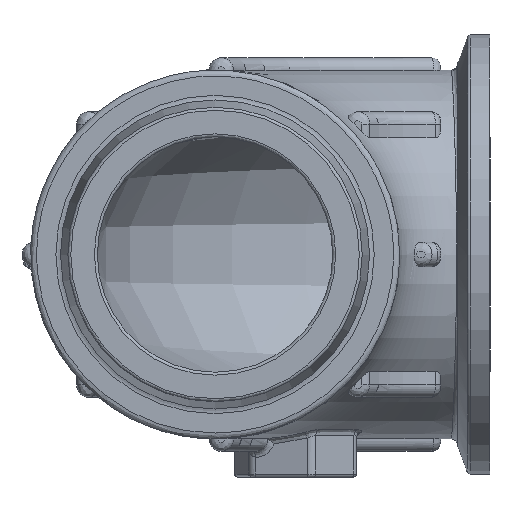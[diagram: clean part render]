
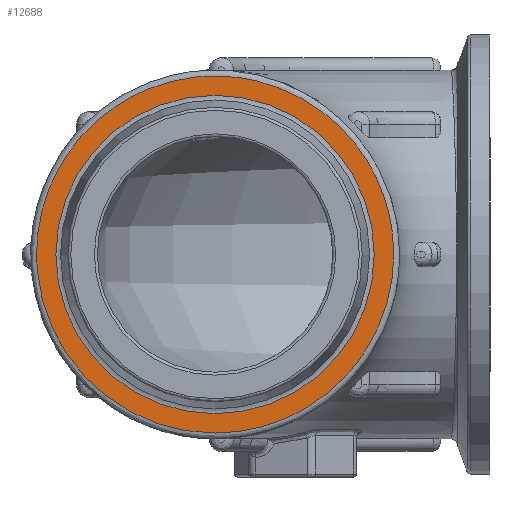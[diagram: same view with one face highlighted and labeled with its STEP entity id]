
A CAD part, left-side view. The second image highlights one B-rep face of the part: STEP entity #12688.
In plain terms, the highlighted planar face has unit normal (-1, 0, 0).
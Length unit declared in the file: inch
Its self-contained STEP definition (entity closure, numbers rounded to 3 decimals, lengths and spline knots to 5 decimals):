
#520=FACE_BOUND('',#2308,.T.);
#814=PLANE('',#13266);
#1503=FACE_OUTER_BOUND('',#2307,.T.);
#2307=EDGE_LOOP('',(#11723));
#2308=EDGE_LOOP('',(#11724,#11725));
#3567=B_SPLINE_CURVE_WITH_KNOTS('',3,(#29691,#29692,#29693,#29694,#29695,
#29696,#29697,#29698,#29699,#29700,#29701,#29702,#29703,#29704,#29705,#29706,
#29707,#29708,#29709,#29710,#29711,#29712,#29713,#29714,#29715,#29716,#29717,
#29718,#29719,#29720,#29721,#29722,#29723,#29724),.UNSPECIFIED.,.T.,.F.,
(4,1,1,1,1,1,1,1,1,1,1,1,1,1,1,1,1,1,1,1,1,1,1,1,1,1,1,1,1,1,1,4),(-3.14159,
-2.91719,-2.69279,-2.46839,-2.24399,
-2.0944,-1.9448,-1.6456,-1.496,
-1.3464,-1.0472,-0.8976,-0.748,
-0.4488,-0.2992,-0.1496,0.1496,
0.2992,0.4488,0.5984,0.748,
1.0472,1.3464,1.496,1.6456,1.7952,
1.9448,2.24399,2.46839,2.69279,2.91719,
3.14159),.UNSPECIFIED.);
#4869=CIRCLE('',#13262,1.60938);
#4870=CIRCLE('',#13263,1.60938);
#6148=VERTEX_POINT('',#29681);
#6149=VERTEX_POINT('',#29683);
#6151=VERTEX_POINT('',#29690);
#8033=EDGE_CURVE('',#6148,#6149,#4869,.T.);
#8034=EDGE_CURVE('',#6149,#6148,#4870,.T.);
#8037=EDGE_CURVE('',#6151,#6151,#3567,.T.);
#11723=ORIENTED_EDGE('',*,*,#8037,.F.);
#11724=ORIENTED_EDGE('',*,*,#8034,.F.);
#11725=ORIENTED_EDGE('',*,*,#8033,.F.);
#12688=ADVANCED_FACE('',(#1503,#520),#814,.T.);
#13262=AXIS2_PLACEMENT_3D('',#29684,#14851,#14852);
#13263=AXIS2_PLACEMENT_3D('',#29685,#14853,#14854);
#13266=AXIS2_PLACEMENT_3D('',#29689,#14859,#14860);
#14851=DIRECTION('center_axis',(-1.,0.,0.));
#14852=DIRECTION('ref_axis',(0.,-1.,0.));
#14853=DIRECTION('center_axis',(-1.,0.,0.));
#14854=DIRECTION('ref_axis',(0.,-1.,0.));
#14859=DIRECTION('center_axis',(-1.,0.,0.));
#14860=DIRECTION('ref_axis',(0.,0.,1.));
#29681=CARTESIAN_POINT('',(0.,0.,1.60938));
#29683=CARTESIAN_POINT('',(0.,1.60938,0.));
#29684=CARTESIAN_POINT('Origin',(0.,0.,0.));
#29685=CARTESIAN_POINT('Origin',(0.,0.,0.));
#29689=CARTESIAN_POINT('Origin',(0.,0.,0.));
#29690=CARTESIAN_POINT('',(0.,-0.00065,-1.805));
#29691=CARTESIAN_POINT('Ctrl Pts',(0.,-0.00065,
-1.805));
#29692=CARTESIAN_POINT('Ctrl Pts',(0.,0.13358,
-1.805));
#29693=CARTESIAN_POINT('Ctrl Pts',(0.,0.4057,
-1.77417));
#29694=CARTESIAN_POINT('Ctrl Pts',(0.,0.78864,
-1.64041));
#29695=CARTESIAN_POINT('Ctrl Pts',(0.,1.1357,
-1.42196));
#29696=CARTESIAN_POINT('Ctrl Pts',(0.,1.39026,
-1.16751));
#29697=CARTESIAN_POINT('Ctrl Pts',(0.,1.56942,
-0.90437));
#29698=CARTESIAN_POINT('Ctrl Pts',(0.,1.72528,
-0.58075));
#29699=CARTESIAN_POINT('Ctrl Pts',(0.,1.80662,
-0.22338));
#29700=CARTESIAN_POINT('Ctrl Pts',(0.,1.80626,
0.13563));
#29701=CARTESIAN_POINT('Ctrl Pts',(0.,1.7518,
0.49513));
#29702=CARTESIAN_POINT('Ctrl Pts',(0.,1.61948,
0.83159));
#29703=CARTESIAN_POINT('Ctrl Pts',(0.,1.41431,
1.13175));
#29704=CARTESIAN_POINT('Ctrl Pts',(0.,1.16998,
1.39467));
#29705=CARTESIAN_POINT('Ctrl Pts',(0.,0.86684,
1.60105));
#29706=CARTESIAN_POINT('Ctrl Pts',(0.,0.53229,
1.73156));
#29707=CARTESIAN_POINT('Ctrl Pts',(0.,0.1778,
1.81216));
#29708=CARTESIAN_POINT('Ctrl Pts',(0.,-0.18379,
1.8115));
#29709=CARTESIAN_POINT('Ctrl Pts',(0.,-0.53823,
1.73021));
#29710=CARTESIAN_POINT('Ctrl Pts',(0.,-0.78801,
1.63182));
#29711=CARTESIAN_POINT('Ctrl Pts',(0.,-1.02443,
1.49499));
#29712=CARTESIAN_POINT('Ctrl Pts',(0.,-1.30524,
1.27064));
#29713=CARTESIAN_POINT('Ctrl Pts',(0.,-1.58987,
0.9133));
#29714=CARTESIAN_POINT('Ctrl Pts',(0.,-1.75517,
0.49056));
#29715=CARTESIAN_POINT('Ctrl Pts',(0.,-1.8088,
0.13173));
#29716=CARTESIAN_POINT('Ctrl Pts',(0.,-1.80839,
-0.13712));
#29717=CARTESIAN_POINT('Ctrl Pts',(0.,-1.76721,
-0.40712));
#29718=CARTESIAN_POINT('Ctrl Pts',(0.,-1.66049,
-0.7502));
#29719=CARTESIAN_POINT('Ctrl Pts',(0.,-1.4543,
-1.106));
#29720=CARTESIAN_POINT('Ctrl Pts',(0.,-1.13381,
-1.4247));
#29721=CARTESIAN_POINT('Ctrl Pts',(0.,-0.78683,
-1.64187));
#29722=CARTESIAN_POINT('Ctrl Pts',(0.,-0.40469,
-1.7745));
#29723=CARTESIAN_POINT('Ctrl Pts',(0.,-0.13487,
-1.805));
#29724=CARTESIAN_POINT('Ctrl Pts',(0.,-0.00065,
-1.805));
